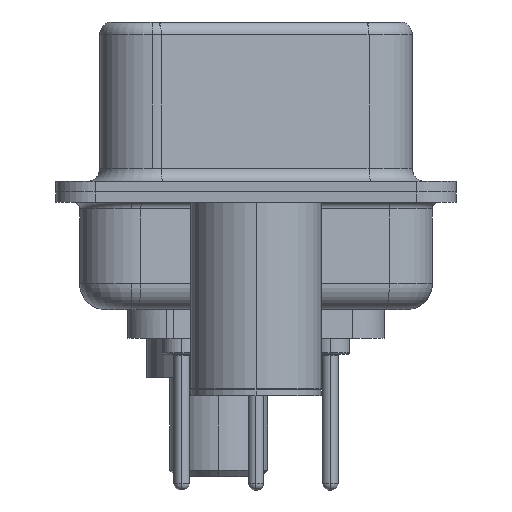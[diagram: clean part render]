
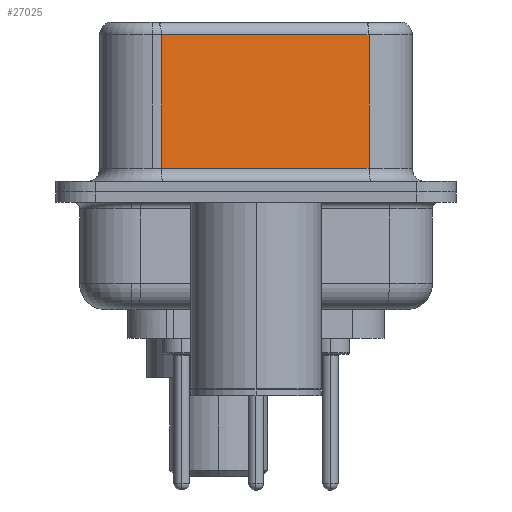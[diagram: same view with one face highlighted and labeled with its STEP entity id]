
A CAD part, left-side view. The second image highlights one B-rep face of the part: STEP entity #27025.
In plain terms, the highlighted planar face has unit normal (-0.985, -0.174, 0).
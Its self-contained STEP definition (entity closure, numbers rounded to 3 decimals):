
#1290 = PLANE ( 'NONE',  #12225 ) ;
#2025 = CARTESIAN_POINT ( 'NONE',  ( 5.132, -4.322, 6.02 ) ) ;
#3524 = VERTEX_POINT ( 'NONE', #29694 ) ;
#5561 = LINE ( 'NONE', #10862, #16970 ) ;
#7844 = LINE ( 'NONE', #2025, #13838 ) ;
#8426 = DIRECTION ( 'NONE',  ( -0.174, 0.985, 0. ) ) ;
#9356 = DIRECTION ( 'NONE',  ( 0.174, -0.985, 0. ) ) ;
#10631 = CARTESIAN_POINT ( 'NONE',  ( 5.132, -4.322, 6.52 ) ) ;
#10862 = CARTESIAN_POINT ( 'NONE',  ( 3.73, 3.628, 6.52 ) ) ;
#11518 = CARTESIAN_POINT ( 'NONE',  ( 5.132, -4.322, 0.9 ) ) ;
#11748 = CARTESIAN_POINT ( 'NONE',  ( 3.73, 3.628, 6.02 ) ) ;
#12225 = AXIS2_PLACEMENT_3D ( 'NONE', #10631, #22140, #8426 ) ;
#12271 = DIRECTION ( 'NONE',  ( 0., 0., -1. ) ) ;
#13085 = DIRECTION ( 'NONE',  ( 0., 0., -1. ) ) ;
#13838 = VECTOR ( 'NONE', #18159, 1000. ) ;
#14131 = EDGE_CURVE ( 'NONE', #17689, #3524, #5561, .T. ) ;
#14499 = VECTOR ( 'NONE', #12271, 1000. ) ;
#16910 = ORIENTED_EDGE ( 'NONE', *, *, #19219, .T. ) ;
#16970 = VECTOR ( 'NONE', #13085, 1000. ) ;
#17689 = VERTEX_POINT ( 'NONE', #11748 ) ;
#18047 = ORIENTED_EDGE ( 'NONE', *, *, #26640, .T. ) ;
#18159 = DIRECTION ( 'NONE',  ( -0.174, 0.985, 0. ) ) ;
#19219 = EDGE_CURVE ( 'NONE', #19624, #17689, #7844, .T. ) ;
#19624 = VERTEX_POINT ( 'NONE', #23779 ) ;
#20004 = LINE ( 'NONE', #26237, #14499 ) ;
#20329 = ORIENTED_EDGE ( 'NONE', *, *, #14131, .T. ) ;
#20388 = EDGE_CURVE ( 'NONE', #19624, #30108, #20004, .T. ) ;
#22140 = DIRECTION ( 'NONE',  ( 0.985, 0.174, 0. ) ) ;
#22596 = ORIENTED_EDGE ( 'NONE', *, *, #20388, .F. ) ;
#23214 = FACE_OUTER_BOUND ( 'NONE', #27209, .T. ) ;
#23779 = CARTESIAN_POINT ( 'NONE',  ( 5.132, -4.322, 6.02 ) ) ;
#25079 = VECTOR ( 'NONE', #9356, 1000. ) ;
#26237 = CARTESIAN_POINT ( 'NONE',  ( 5.132, -4.322, 6.52 ) ) ;
#26640 = EDGE_CURVE ( 'NONE', #3524, #30108, #28049, .T. ) ;
#27025 = ADVANCED_FACE ( 'NONE', ( #23214 ), #1290, .F. ) ;
#27209 = EDGE_LOOP ( 'NONE', ( #22596, #16910, #20329, #18047 ) ) ;
#27937 = CARTESIAN_POINT ( 'NONE',  ( 5.132, -4.322, 0.9 ) ) ;
#28049 = LINE ( 'NONE', #11518, #25079 ) ;
#29694 = CARTESIAN_POINT ( 'NONE',  ( 3.73, 3.628, 0.9 ) ) ;
#30108 = VERTEX_POINT ( 'NONE', #27937 ) ;
